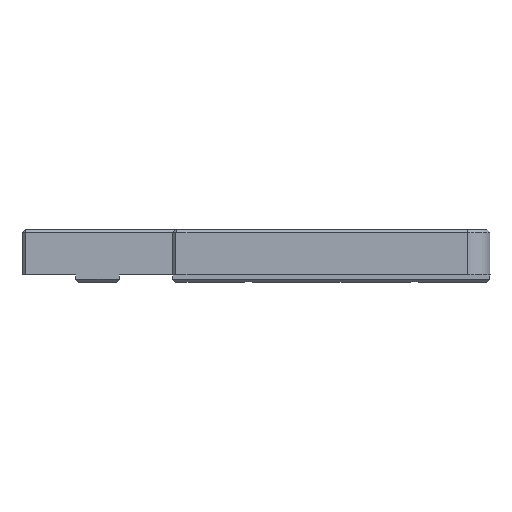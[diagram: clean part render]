
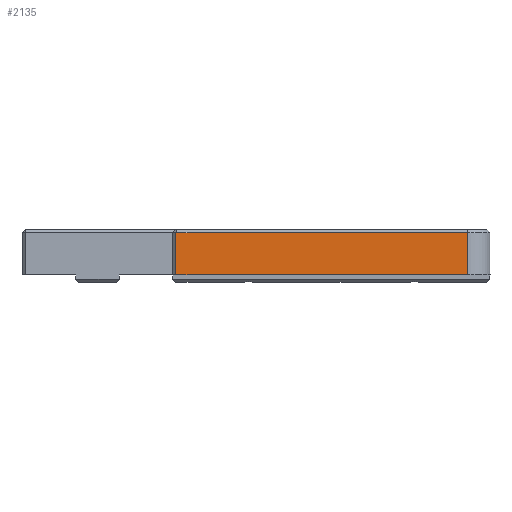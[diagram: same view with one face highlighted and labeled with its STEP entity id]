
A CAD part, left-side view. The second image highlights one B-rep face of the part: STEP entity #2135.
In plain terms, the highlighted planar face has unit normal (-1, 0, 0).
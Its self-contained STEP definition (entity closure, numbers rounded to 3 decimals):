
#225=FACE_OUTER_BOUND('',#356,.T.);
#356=EDGE_LOOP('',(#1717,#1718,#1719,#1720));
#542=LINE('',#3403,#772);
#567=LINE('',#3463,#797);
#568=LINE('',#3467,#798);
#569=LINE('',#3468,#799);
#772=VECTOR('',#2757,10.);
#797=VECTOR('',#2818,10.);
#798=VECTOR('',#2823,10.);
#799=VECTOR('',#2824,10.);
#989=VERTEX_POINT('',#3345);
#1002=VERTEX_POINT('',#3402);
#1019=VERTEX_POINT('',#3462);
#1020=VERTEX_POINT('',#3466);
#1245=EDGE_CURVE('',#989,#1002,#542,.T.);
#1275=EDGE_CURVE('',#1019,#1002,#567,.T.);
#1277=EDGE_CURVE('',#989,#1020,#568,.T.);
#1278=EDGE_CURVE('',#1020,#1019,#569,.T.);
#1717=ORIENTED_EDGE('',*,*,#1245,.F.);
#1718=ORIENTED_EDGE('',*,*,#1277,.T.);
#1719=ORIENTED_EDGE('',*,*,#1278,.T.);
#1720=ORIENTED_EDGE('',*,*,#1275,.T.);
#2026=PLANE('',#2331);
#2135=ADVANCED_FACE('',(#225),#2026,.T.);
#2331=AXIS2_PLACEMENT_3D('',#3465,#2821,#2822);
#2757=DIRECTION('',(0.,-1.,0.));
#2818=DIRECTION('',(0.,0.,1.));
#2821=DIRECTION('center_axis',(-1.,0.,0.));
#2822=DIRECTION('ref_axis',(0.,-1.,0.));
#2823=DIRECTION('',(0.,0.,-1.));
#2824=DIRECTION('',(0.,-1.,0.));
#3345=CARTESIAN_POINT('',(-76.101,368.329,-62.4));
#3402=CARTESIAN_POINT('',(-76.101,329.729,-62.4));
#3403=CARTESIAN_POINT('',(-76.101,356.118,-62.4));
#3462=CARTESIAN_POINT('',(-76.101,329.729,-68.));
#3463=CARTESIAN_POINT('',(-76.101,329.729,-68.));
#3465=CARTESIAN_POINT('Origin',(-76.101,368.72,-68.));
#3466=CARTESIAN_POINT('',(-76.101,368.329,-68.));
#3467=CARTESIAN_POINT('',(-76.101,368.329,-68.));
#3468=CARTESIAN_POINT('',(-76.101,356.118,-68.));
